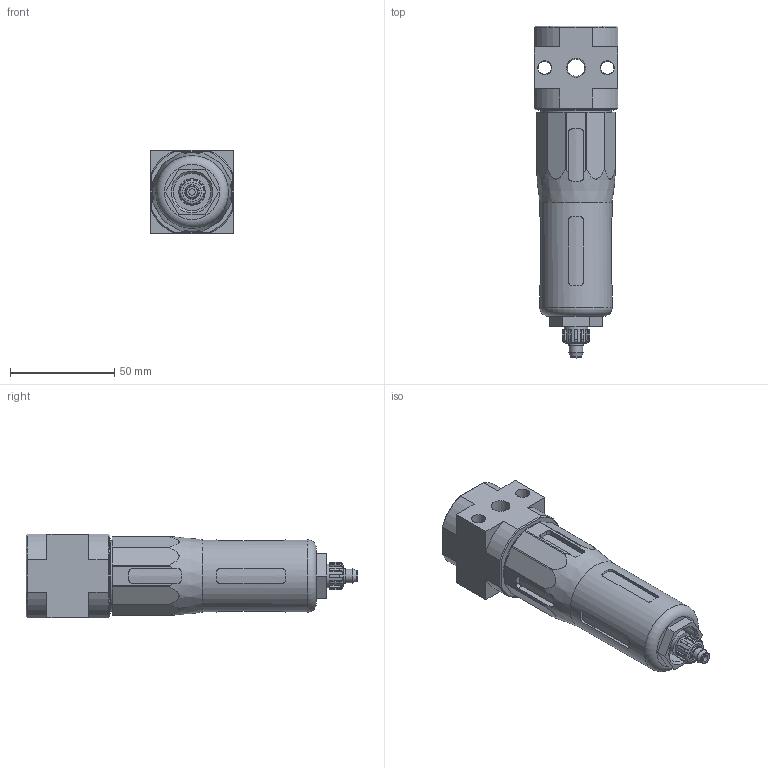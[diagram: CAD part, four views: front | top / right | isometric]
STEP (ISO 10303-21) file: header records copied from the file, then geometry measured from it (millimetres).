
FILE_DESCRIPTION(/* description */ ('STEP AP214'),/* implementation_level */ '2;1');
FILE_NAME(/* name */ '546440_LFMB-D-MINI-U',/* time_stamp */ '2024-09-03T17:17:47+02:00',/* author */ ('License CC BY-ND 4.0'),/* organization */ ('CADENAS'),/* preprocessor_version */ 'ST-DEVELOPER v19.3',/* originating_system */ 'PARTsolutions',/* authorisation */ ' ');
FILE_SCHEMA (('AP203_CONFIGURATION_CONTROLLED_3D_DESIGN_OF_MECHANICAL_PARTS_AND_ASSEMBLIES_MIM_LF { 1 0 10303 203 3 1 4 }','AUTOMOTIVE_DESIGN {1 0 10303 214 3 1 1}'));
Length unit declared in the file: millimetre
Products named in the file (3): 546440 LFMB-D-MINI-U; 126037 LFMB-D-MINI; 648415 LF
Assembly tree (2 placements, depth 2):
  546440 LFMB-D-MINI-U
    126037 LFMB-D-MINI
    648415 LF
Bounding box: 40 x 159 x 40 mm (x, y, z)
Volume: 152675.7 mm3; surface area: 26319.7 mm2
Topology: 2 solids, 2 shells, 234 faces, 615 edges, 402 vertices
Faces by surface type: plane 124, cylinder 79, cone 25, torus 6
Full cylindrical faces by diameter (mm): 3 x1, 5.6 x1, 6.4 x1, 6.8 x1, 7.1 x1, 9 x1, 11 x1, 11.2 x1, 12.2 x1, 12.6 x1, 15.9 x1, 18 x1, 34.7 x1, 36 x1, 37 x1
Entity records: 8481 total; most frequent: CARTESIAN_POINT 1735, ORIENTED_EDGE 1152, DIRECTION 1092, EDGE_CURVE 576, AXIS2_PLACEMENT_3D 415, VERTEX_POINT 394, EDGE_LOOP 290, FACE_BOUND 290
